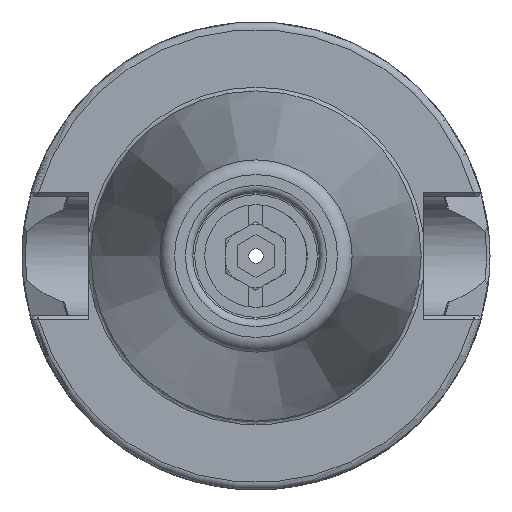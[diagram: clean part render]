
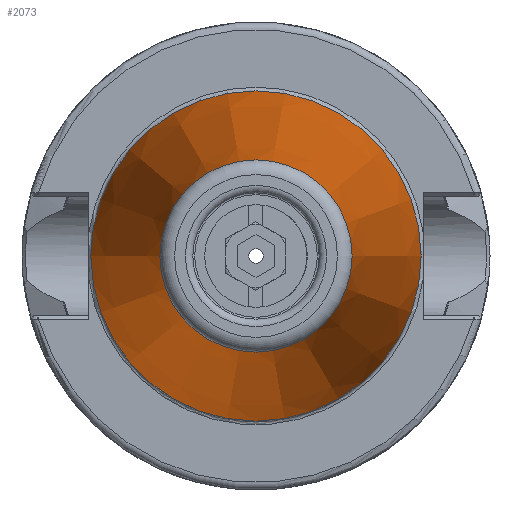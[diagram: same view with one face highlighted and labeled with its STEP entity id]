
A CAD part, left-side view. The second image highlights one B-rep face of the part: STEP entity #2073.
In plain terms, the highlighted conical face has half-angle 8.297 degrees and reference radius 17.581 mm.
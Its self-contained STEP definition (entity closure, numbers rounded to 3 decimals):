
#95=CONICAL_SURFACE('',#2290,17.581,0.145);
#179=LINE('',#4068,#308);
#308=VECTOR('',#2747,17.581);
#480=FACE_OUTER_BOUND('',#604,.T.);
#604=EDGE_LOOP('',(#1715,#1716,#1717,#1718,#1719,#1720,#1721));
#739=CIRCLE('',#2286,12.937);
#740=CIRCLE('',#2287,12.937);
#741=CIRCLE('',#2288,12.937);
#743=CIRCLE('',#2291,22.225);
#744=CIRCLE('',#2292,22.225);
#927=VERTEX_POINT('',#4056);
#928=VERTEX_POINT('',#4057);
#929=VERTEX_POINT('',#4059);
#930=VERTEX_POINT('',#4064);
#931=VERTEX_POINT('',#4065);
#1206=EDGE_CURVE('',#927,#928,#739,.T.);
#1207=EDGE_CURVE('',#929,#927,#740,.T.);
#1208=EDGE_CURVE('',#928,#929,#741,.T.);
#1210=EDGE_CURVE('',#930,#931,#743,.T.);
#1211=EDGE_CURVE('',#931,#930,#744,.T.);
#1212=EDGE_CURVE('',#931,#929,#179,.T.);
#1715=ORIENTED_EDGE('',*,*,#1210,.F.);
#1716=ORIENTED_EDGE('',*,*,#1211,.F.);
#1717=ORIENTED_EDGE('',*,*,#1212,.T.);
#1718=ORIENTED_EDGE('',*,*,#1207,.T.);
#1719=ORIENTED_EDGE('',*,*,#1206,.T.);
#1720=ORIENTED_EDGE('',*,*,#1208,.T.);
#1721=ORIENTED_EDGE('',*,*,#1212,.F.);
#2073=ADVANCED_FACE('',(#480),#95,.T.);
#2286=AXIS2_PLACEMENT_3D('',#4058,#2733,#2734);
#2287=AXIS2_PLACEMENT_3D('',#4060,#2735,#2736);
#2288=AXIS2_PLACEMENT_3D('',#4061,#2737,#2738);
#2290=AXIS2_PLACEMENT_3D('',#4063,#2741,#2742);
#2291=AXIS2_PLACEMENT_3D('',#4066,#2743,#2744);
#2292=AXIS2_PLACEMENT_3D('',#4067,#2745,#2746);
#2733=DIRECTION('center_axis',(1.,0.,0.));
#2734=DIRECTION('ref_axis',(0.,0.,-1.));
#2735=DIRECTION('center_axis',(1.,0.,0.));
#2736=DIRECTION('ref_axis',(0.,0.,-1.));
#2737=DIRECTION('center_axis',(1.,0.,0.));
#2738=DIRECTION('ref_axis',(0.,0.,-1.));
#2741=DIRECTION('center_axis',(1.,0.,0.));
#2742=DIRECTION('ref_axis',(0.,1.,0.));
#2743=DIRECTION('center_axis',(1.,0.,0.));
#2744=DIRECTION('ref_axis',(0.,0.,-1.));
#2745=DIRECTION('center_axis',(1.,0.,0.));
#2746=DIRECTION('ref_axis',(0.,0.,-1.));
#2747=DIRECTION('',(-0.99,0.144,0.));
#4056=CARTESIAN_POINT('',(-63.689,12.937,0.));
#4057=CARTESIAN_POINT('',(-63.689,0.,12.937));
#4058=CARTESIAN_POINT('Origin',(-63.689,0.,
0.));
#4059=CARTESIAN_POINT('',(-63.689,-12.937,0.));
#4060=CARTESIAN_POINT('Origin',(-63.689,0.,
0.));
#4061=CARTESIAN_POINT('Origin',(-63.689,0.,
0.));
#4063=CARTESIAN_POINT('Origin',(-31.844,0.,
0.));
#4064=CARTESIAN_POINT('',(0.,22.225,0.));
#4065=CARTESIAN_POINT('',(0.,-22.225,0.));
#4066=CARTESIAN_POINT('Origin',(0.,0.,
0.));
#4067=CARTESIAN_POINT('Origin',(0.,0.,
0.));
#4068=CARTESIAN_POINT('',(-31.844,-17.581,0.));
